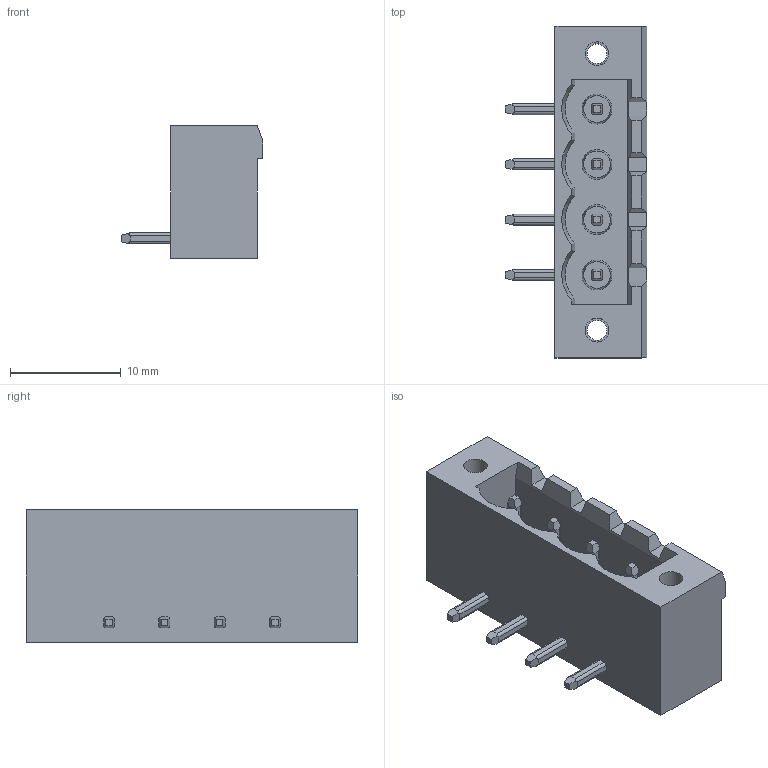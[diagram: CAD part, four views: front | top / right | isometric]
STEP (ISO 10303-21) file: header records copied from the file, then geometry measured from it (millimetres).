
FILE_DESCRIPTION(/* description */ ('Unknown'),/* implementation_level */ '2;1');
FILE_NAME(/* name */ 'ME050-50004-20230323',/* time_stamp */ '2023-03-23T13:43:56+08:00',/* author */ ('Unknown'),/* organization */ ('Unknown'),/* preprocessor_version */ 'ST-DEVELOPER v16.7',/* originating_system */ 'DEX',/* authorisation */ $);
FILE_SCHEMA (('AUTOMOTIVE_DESIGN {1 0 10303 214 3 1 1}'));
Length unit declared in the file: millimetre
Products named in the file (1): ME050-50004-20190624
Bounding box: 12.8 x 30 x 12 mm (x, y, z)
Volume: 1859.3 mm3; surface area: 2210 mm2
Topology: 1 solids, 1 shells, 173 faces, 457 edges, 302 vertices
Faces by surface type: plane 123, cylinder 42, cone 8
Full cylindrical faces by diameter (mm): 1.8 x2, 2.14 x1, 2.15 x1, 3.7 x2
Entity records: 5309 total; most frequent: DIRECTION 923, CARTESIAN_POINT 922, ORIENTED_EDGE 884, EDGE_CURVE 442, AXIS2_PLACEMENT_3D 310, LINE 303, VECTOR 303, VERTEX_POINT 297
